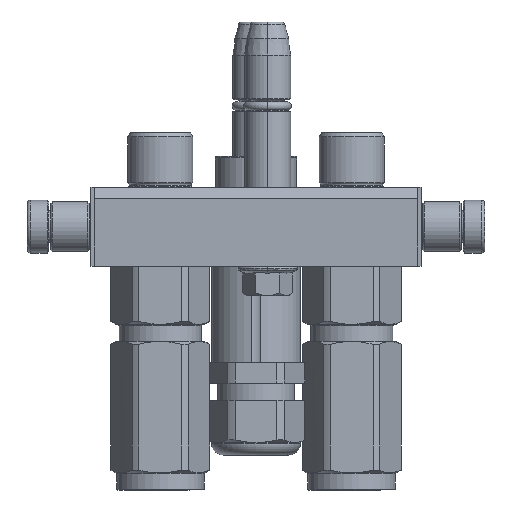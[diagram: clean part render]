
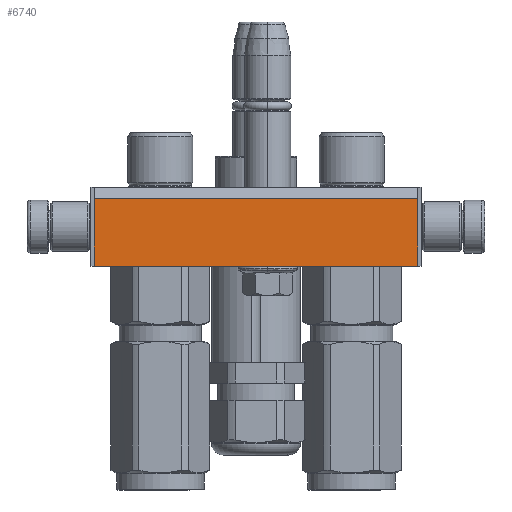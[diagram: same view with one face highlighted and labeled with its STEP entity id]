
A CAD part, left-side view. The second image highlights one B-rep face of the part: STEP entity #6740.
In plain terms, the highlighted face is planar.
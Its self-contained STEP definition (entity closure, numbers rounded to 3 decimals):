
#2396 = DIRECTION ( 'NONE',  ( 1., 0., 0. ) ) ;
#3465 = VECTOR ( 'NONE', #5660, 1000. ) ;
#4480 = LINE ( 'NONE', #55184, #7849 ) ;
#5660 = DIRECTION ( 'NONE',  ( 0., 1., 0. ) ) ;
#6672 = CARTESIAN_POINT ( 'NONE',  ( 78., 3.464, 24. ) ) ;
#6740 = ADVANCED_FACE ( 'NONE', ( #64355 ), #18116, .T. ) ;
#6763 = ORIENTED_EDGE ( 'NONE', *, *, #33323, .F. ) ;
#7849 = VECTOR ( 'NONE', #39504, 1000. ) ;
#9363 = ORIENTED_EDGE ( 'NONE', *, *, #63607, .F. ) ;
#12946 = EDGE_CURVE ( 'NONE', #24352, #51147, #4480, .T. ) ;
#15810 = VERTEX_POINT ( 'NONE', #18811 ) ;
#18116 = PLANE ( 'NONE',  #61749 ) ;
#18811 = CARTESIAN_POINT ( 'NONE',  ( -20., 24., 24. ) ) ;
#22698 = EDGE_LOOP ( 'NONE', ( #6763, #9363, #41038, #60487 ) ) ;
#24352 = VERTEX_POINT ( 'NONE', #6672 ) ;
#24632 = VERTEX_POINT ( 'NONE', #35452 ) ;
#27845 = VECTOR ( 'NONE', #51968, 1000. ) ;
#28888 = DIRECTION ( 'NONE',  ( 0., 0., 1. ) ) ;
#29834 = CARTESIAN_POINT ( 'NONE',  ( -20., 3.464, 24. ) ) ;
#33323 = EDGE_CURVE ( 'NONE', #15810, #51147, #49596, .T. ) ;
#35452 = CARTESIAN_POINT ( 'NONE',  ( -20., 3.464, 24. ) ) ;
#39504 = DIRECTION ( 'NONE',  ( 0., 1., 0. ) ) ;
#40702 = DIRECTION ( 'NONE',  ( 1., 0., 0. ) ) ;
#41038 = ORIENTED_EDGE ( 'NONE', *, *, #46025, .T. ) ;
#43764 = CARTESIAN_POINT ( 'NONE',  ( -20., 3.464, 24. ) ) ;
#46025 = EDGE_CURVE ( 'NONE', #24632, #24352, #56247, .T. ) ;
#49596 = LINE ( 'NONE', #62040, #50490 ) ;
#50490 = VECTOR ( 'NONE', #40702, 1000. ) ;
#51147 = VERTEX_POINT ( 'NONE', #66262 ) ;
#51968 = DIRECTION ( 'NONE',  ( 1., 0., 0. ) ) ;
#55184 = CARTESIAN_POINT ( 'NONE',  ( 78., 3.464, 24. ) ) ;
#56247 = LINE ( 'NONE', #29834, #27845 ) ;
#60487 = ORIENTED_EDGE ( 'NONE', *, *, #12946, .T. ) ;
#60934 = CARTESIAN_POINT ( 'NONE',  ( -21., 0., 24. ) ) ;
#61749 = AXIS2_PLACEMENT_3D ( 'NONE', #60934, #28888, #2396 ) ;
#62040 = CARTESIAN_POINT ( 'NONE',  ( -20., 24., 24. ) ) ;
#62108 = LINE ( 'NONE', #43764, #3465 ) ;
#63607 = EDGE_CURVE ( 'NONE', #24632, #15810, #62108, .T. ) ;
#64355 = FACE_OUTER_BOUND ( 'NONE', #22698, .T. ) ;
#66262 = CARTESIAN_POINT ( 'NONE',  ( 78., 24., 24. ) ) ;
